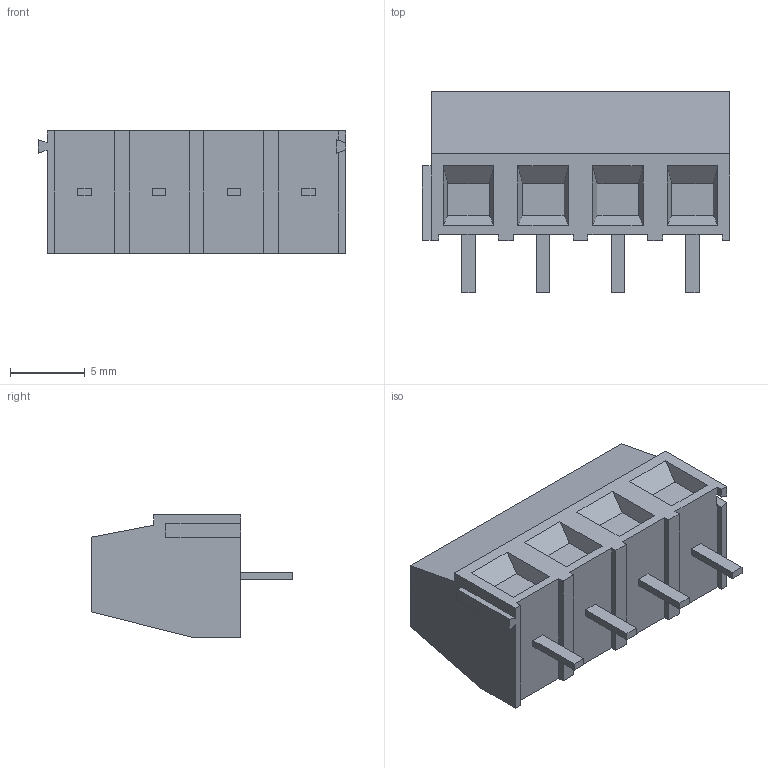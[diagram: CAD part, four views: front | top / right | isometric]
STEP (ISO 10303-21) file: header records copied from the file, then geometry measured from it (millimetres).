
FILE_DESCRIPTION (( 'STEP AP214' ), '1' );
FILE_NAME ('282836-4.step', '2022-07-14T03:26:10', ( '' ), ( '' ), 'SwSTEP 2.0', 'SolidWorks 2020', '' );
FILE_SCHEMA (( 'AUTOMOTIVE_DESIGN' ));
Length unit declared in the file: millimetre
Products named in the file (1): 282836-4
Bounding box: 20.6 x 13.5 x 8.2 mm (x, y, z)
Volume: 1290.2 mm3; surface area: 1204.1 mm2
Topology: 9 solids, 9 shells, 143 faces, 351 edges, 234 vertices
Faces by surface type: plane 127, cylinder 16
Entity records: 4279 total; most frequent: CARTESIAN_POINT 729, ORIENTED_EDGE 702, DIRECTION 687, EDGE_CURVE 351, LINE 303, VECTOR 303, VERTEX_POINT 234, AXIS2_PLACEMENT_3D 192
